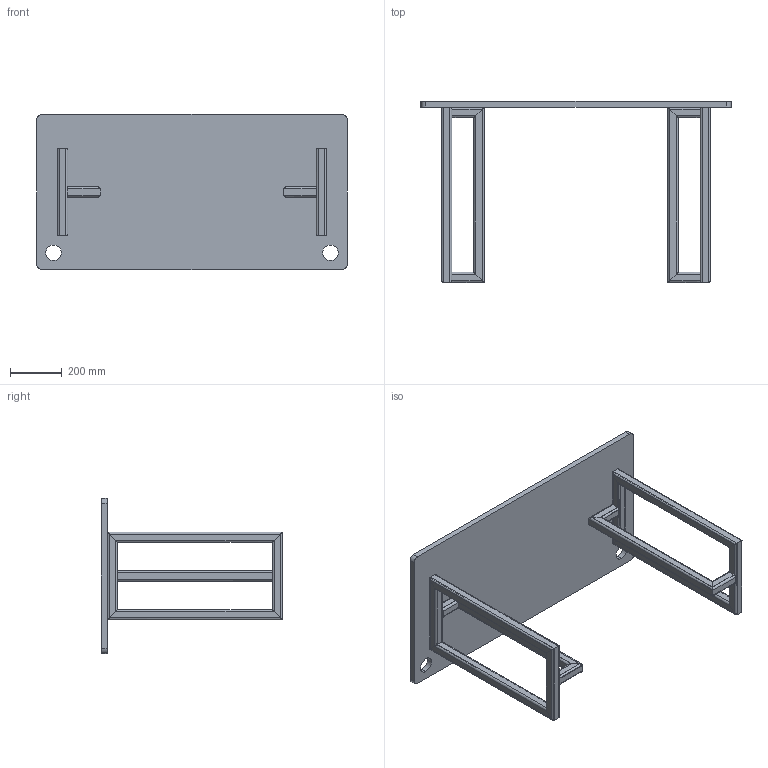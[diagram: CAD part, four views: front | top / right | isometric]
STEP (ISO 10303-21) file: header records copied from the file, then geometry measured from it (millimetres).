
FILE_DESCRIPTION (( 'STEP AP214' ), '1' );
FILE_NAME ('Design assembly.STEP', '2025-04-03T21:30:37', ( '' ), ( '' ), 'SwSTEP 2.0', 'SolidWorks 2024', '' );
FILE_SCHEMA (( 'AUTOMOTIVE_DESIGN' ));
Length unit declared in the file: millimetre
Products named in the file (3): 00-Table-Leg_Default<As Machined>; 00-Table-Top; Design assembly
Assembly tree (3 placements, depth 2):
  Design assembly
    00-Table-Top
    00-Table-Leg_Default<As Machined>  x2
Bounding box: 1200 x 700 x 600 mm (x, y, z)
Volume: 18621195 mm3; surface area: 2991794.3 mm2
Topology: 15 solids, 15 shells, 266 faces, 708 edges, 472 vertices
Faces by surface type: plane 146, cylinder 120
Entity records: 4474 total; most frequent: CARTESIAN_POINT 1054, ORIENTED_EDGE 744, DIRECTION 600, EDGE_CURVE 372, VERTEX_POINT 248, VECTOR 244, LINE 244, AXIS2_PLACEMENT_3D 178
